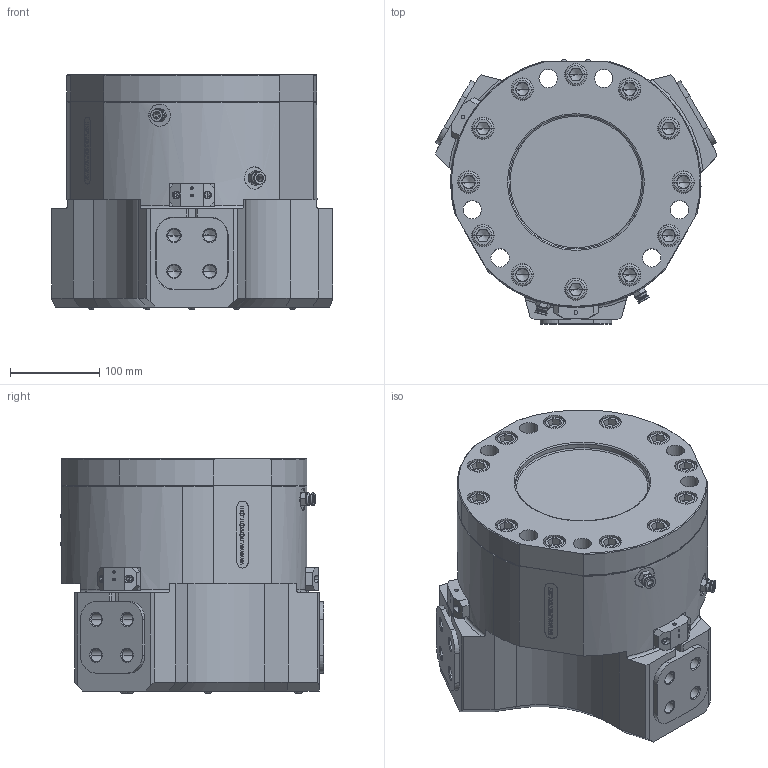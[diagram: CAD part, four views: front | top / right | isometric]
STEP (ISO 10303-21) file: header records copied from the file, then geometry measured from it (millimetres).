
FILE_DESCRIPTION (( 'STEP AP203' ), '1' );
FILE_NAME ('重型D200全密封三爪总成.STEP', '2019-01-04T02:43:18', ( 'User' ), ( 'Microsoft' ), 'SwSTEP 2.0', 'SolidWorks 2015', '' );
FILE_SCHEMA (( 'CONFIG_CONTROL_DESIGN' ));
Length unit declared in the file: millimetre
Products named in the file (15): 諉輪羲壽盓殤; hexagon socket button head screws gb_GB_SOCKET_TYPE7 M5X10-N; hexagon socket head cap screws gb_GB_FASTENER_SCREWS_HSHCS M5X8-N; 全密闭式楔形三爪-200-后盖; G14; hexagon socket head cap screws gb_GB_FASTENER_SCREWS_HSHCS M16X55-N; 重型D200全密封三爪总成; D200厙硊; spring lock washers--normal type gb_GB_FASTENER_WASHER_SW 20; hexagon socket head cap screws gb_GB_FASTENER_SCREWS_HSHCS M20X60-N; 霧齪; 全密封三爪-D20滑块; 全密封三爪-D200-壳体; hexagon socket button head screws gb_GB_SOCKET_TYPE7 M3X6-N; 全密闭式楔形三爪-D300-前盖
Assembly tree (40 placements, depth 2):
  重型D200全密封三爪总成
    全密封三爪-D200-壳体
    全密封三爪-D20滑块  x3
    全密闭式楔形三爪-D300-前盖
    hexagon socket button head screws gb_GB_SOCKET_TYPE7 M5X10-N  x6
    全密闭式楔形三爪-200-后盖
    hexagon socket head cap screws gb_GB_FASTENER_SCREWS_HSHCS M16X55-N  x12
    D200厙硊
    spring lock washers--normal type gb_GB_FASTENER_WASHER_SW 20
    hexagon socket head cap screws gb_GB_FASTENER_SCREWS_HSHCS M20X60-N
    霧齪
    hexagon socket button head screws gb_GB_SOCKET_TYPE7 M3X6-N  x4
    諉輪羲壽盓殤  x2
    hexagon socket head cap screws gb_GB_FASTENER_SCREWS_HSHCS M5X8-N  x4
    G14  x2
Bounding box: 314.64 x 295.08 x 262.75 mm (x, y, z)
Volume: 10588308.4 mm3; surface area: 1092608.7 mm2
Topology: 40 solids, 40 shells, 2123 faces, 5229 edges, 3256 vertices
Faces by surface type: plane 1118, cylinder 482, cone 293, bspline 161, torus 49, sphere 20
Entity records: 55917 total; most frequent: CARTESIAN_POINT 19679, ORIENTED_EDGE 7206, DIRECTION 6612, EDGE_CURVE 3603, VERTEX_POINT 2332, LINE 2314, VECTOR 2314, AXIS2_PLACEMENT_3D 2149
